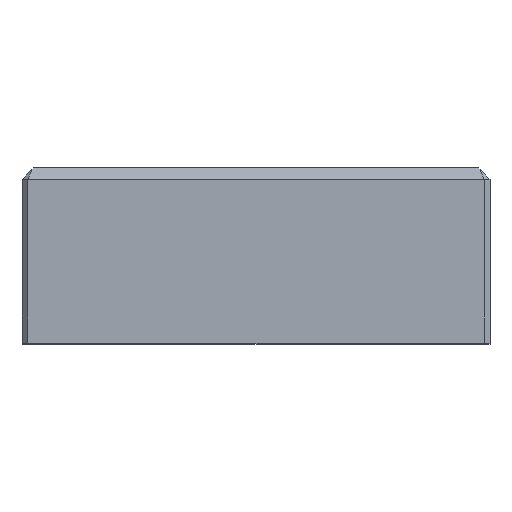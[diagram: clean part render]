
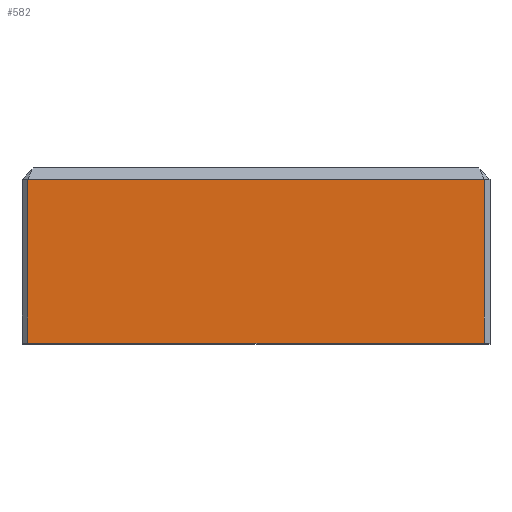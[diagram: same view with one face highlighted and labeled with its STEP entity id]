
A CAD part, top view. The second image highlights one B-rep face of the part: STEP entity #582.
In plain terms, the highlighted planar face has unit normal (0, 0, 1).
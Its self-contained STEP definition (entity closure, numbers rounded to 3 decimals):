
#89=FACE_OUTER_BOUND('',#135,.T.);
#135=EDGE_LOOP('',(#520,#521,#522,#523));
#158=LINE('',#873,#214);
#170=LINE('',#901,#226);
#175=LINE('',#913,#231);
#178=LINE('',#921,#234);
#214=VECTOR('',#697,10.);
#226=VECTOR('',#725,10.);
#231=VECTOR('',#736,10.);
#234=VECTOR('',#745,10.);
#268=VERTEX_POINT('',#870);
#269=VERTEX_POINT('',#872);
#277=VERTEX_POINT('',#900);
#281=VERTEX_POINT('',#912);
#322=EDGE_CURVE('',#268,#269,#158,.T.);
#336=EDGE_CURVE('',#269,#277,#170,.T.);
#342=EDGE_CURVE('',#281,#277,#175,.T.);
#347=EDGE_CURVE('',#281,#268,#178,.T.);
#520=ORIENTED_EDGE('',*,*,#322,.F.);
#521=ORIENTED_EDGE('',*,*,#347,.F.);
#522=ORIENTED_EDGE('',*,*,#342,.T.);
#523=ORIENTED_EDGE('',*,*,#336,.F.);
#548=PLANE('',#650);
#582=ADVANCED_FACE('',(#89),#548,.T.);
#650=AXIS2_PLACEMENT_3D('',#975,#815,#816);
#697=DIRECTION('',(1.,0.,0.));
#725=DIRECTION('',(0.,-1.,0.));
#736=DIRECTION('',(1.,0.,0.));
#745=DIRECTION('',(0.,1.,0.));
#815=DIRECTION('center_axis',(0.,0.,1.));
#816=DIRECTION('ref_axis',(1.,0.,0.));
#870=CARTESIAN_POINT('',(-133.5,14.745,30.));
#872=CARTESIAN_POINT('',(-94.5,14.745,30.));
#873=CARTESIAN_POINT('',(-124.,14.745,30.));
#900=CARTESIAN_POINT('',(-94.5,0.745,30.));
#901=CARTESIAN_POINT('',(-94.5,0.745,30.));
#912=CARTESIAN_POINT('',(-133.5,0.745,30.));
#913=CARTESIAN_POINT('',(-134.,0.745,30.));
#921=CARTESIAN_POINT('',(-133.5,0.745,30.));
#975=CARTESIAN_POINT('Origin',(-134.,0.745,30.));
